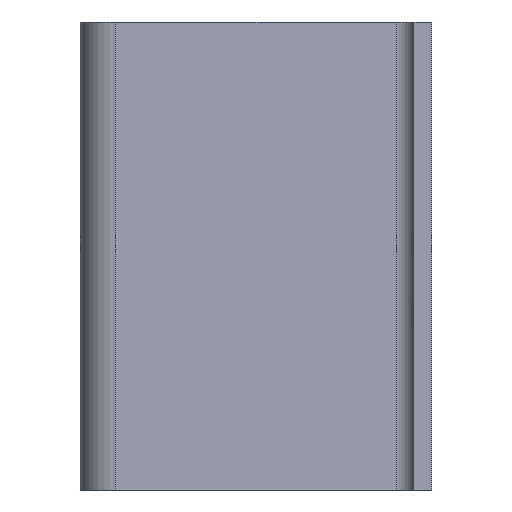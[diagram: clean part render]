
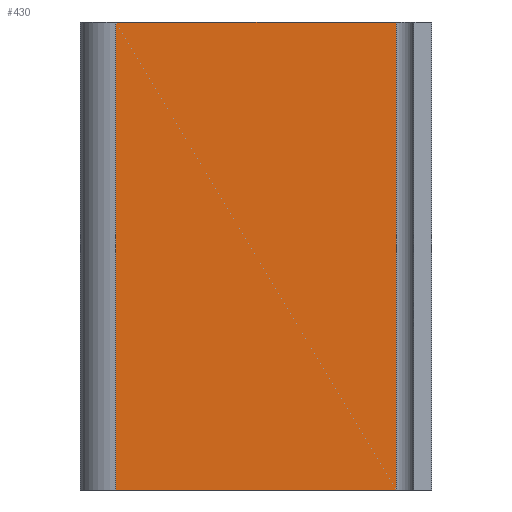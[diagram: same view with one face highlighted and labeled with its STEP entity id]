
A CAD part, front view. The second image highlights one B-rep face of the part: STEP entity #430.
In plain terms, the highlighted planar face has unit normal (0, -1, 0).
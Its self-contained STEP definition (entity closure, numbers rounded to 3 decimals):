
#29=PLANE('',#477);
#50=FACE_OUTER_BOUND('',#79,.T.);
#79=EDGE_LOOP('',(#338,#339,#340,#341));
#115=LINE('',#684,#156);
#116=LINE('',#688,#157);
#119=LINE('',#694,#160);
#120=LINE('',#695,#161);
#156=VECTOR('',#553,10.);
#157=VECTOR('',#558,10.);
#160=VECTOR('',#563,10.);
#161=VECTOR('',#564,10.);
#210=VERTEX_POINT('',#670);
#211=VERTEX_POINT('',#674);
#213=VERTEX_POINT('',#687);
#215=VERTEX_POINT('',#693);
#255=EDGE_CURVE('',#210,#211,#115,.T.);
#256=EDGE_CURVE('',#210,#213,#116,.T.);
#259=EDGE_CURVE('',#215,#211,#119,.T.);
#260=EDGE_CURVE('',#215,#213,#120,.T.);
#338=ORIENTED_EDGE('',*,*,#255,.T.);
#339=ORIENTED_EDGE('',*,*,#259,.F.);
#340=ORIENTED_EDGE('',*,*,#260,.T.);
#341=ORIENTED_EDGE('',*,*,#256,.F.);
#430=ADVANCED_FACE('',(#50),#29,.F.);
#477=AXIS2_PLACEMENT_3D('',#692,#561,#562);
#553=DIRECTION('',(0.,0.,1.));
#558=DIRECTION('',(-1.,0.,0.));
#561=DIRECTION('center_axis',(0.,1.,0.));
#562=DIRECTION('ref_axis',(1.,0.,0.));
#563=DIRECTION('',(1.,0.,0.));
#564=DIRECTION('',(0.,0.,-1.));
#670=CARTESIAN_POINT('',(54.,0.,-80.));
#674=CARTESIAN_POINT('',(54.,0.,0.));
#684=CARTESIAN_POINT('',(54.,0.,-60.));
#687=CARTESIAN_POINT('',(6.,0.,-80.));
#688=CARTESIAN_POINT('',(60.,0.,-80.));
#692=CARTESIAN_POINT('Origin',(30.,0.,-40.));
#693=CARTESIAN_POINT('',(6.,0.,0.));
#694=CARTESIAN_POINT('',(0.,0.,0.));
#695=CARTESIAN_POINT('',(6.,0.,-60.));
